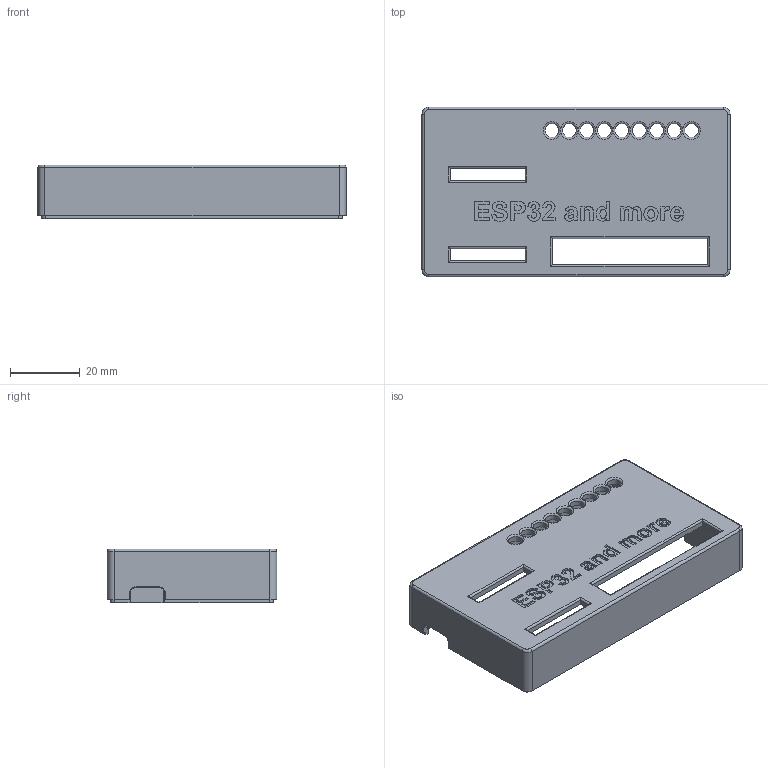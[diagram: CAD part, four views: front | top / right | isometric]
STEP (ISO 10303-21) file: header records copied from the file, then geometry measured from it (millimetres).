
FILE_DESCRIPTION(/* description */ (''),/* implementation_level */ '2;1');
FILE_NAME(/* name */ 'NewBoard1 Box v29.step',/* time_stamp */ '2024-01-29T04:37:41-05:00',/* author */ (''),/* organization */ (''),/* preprocessor_version */ 'ST-DEVELOPER v20',/* originating_system */ 'Autodesk Translation Framework v12.14.0.127',/* authorisation */ '');
FILE_SCHEMA (('AUTOMOTIVE_DESIGN { 1 0 10303 214 3 1 1 }'));
Length unit declared in the file: millimetre
Products named in the file (2): NewBoard1 Box; Box-Top
Assembly tree (1 placements, depth 2):
  NewBoard1 Box
    Box-Top
Bounding box: 88.29 x 48.63 x 15.41 mm (x, y, z)
Volume: 14386.7 mm3; surface area: 15634.5 mm2
Topology: 1 solids, 1 shells, 454 faces, 1262 edges, 815 vertices
Faces by surface type: bspline 202, plane 152, cylinder 72, torus 26, cone 2
Full cylindrical faces by diameter (mm): 2.25 x4, 4 x19
Entity records: 16487 total; most frequent: CARTESIAN_POINT 5968, ORIENTED_EDGE 2524, DIRECTION 1584, EDGE_CURVE 1262, VERTEX_POINT 815, LINE 650, VECTOR 650, EDGE_LOOP 501
